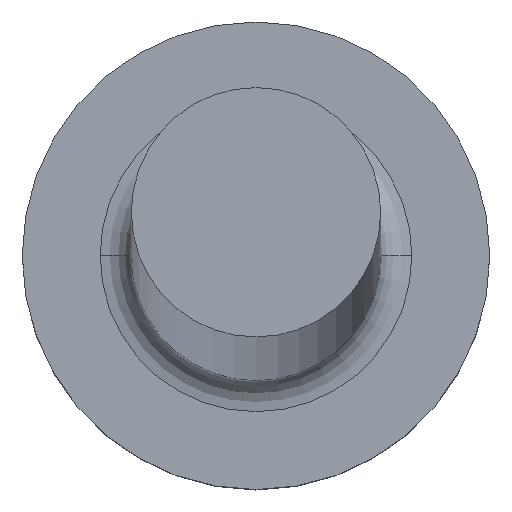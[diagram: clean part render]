
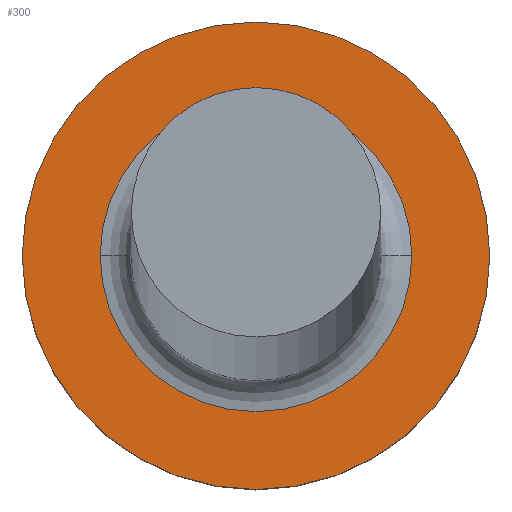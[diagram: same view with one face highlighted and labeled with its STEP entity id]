
A CAD part, top view. The second image highlights one B-rep face of the part: STEP entity #300.
In plain terms, the highlighted planar face has unit normal (0, 0, 1).
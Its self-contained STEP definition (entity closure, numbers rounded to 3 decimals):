
#2 = EDGE_CURVE ( 'NONE', #190, #195, #151, .T. ) ;
#12 = DIRECTION ( 'NONE',  ( 1., 0., 0. ) ) ;
#36 = DIRECTION ( 'NONE',  ( 1., 0., 0. ) ) ;
#72 = DIRECTION ( 'NONE',  ( 1., 0., 0. ) ) ;
#73 = ORIENTED_EDGE ( 'NONE', *, *, #260, .T. ) ;
#76 = EDGE_CURVE ( 'NONE', #78, #266, #99, .T. ) ;
#78 = VERTEX_POINT ( 'NONE', #82 ) ;
#81 = CIRCLE ( 'NONE', #290, 1. ) ;
#82 = CARTESIAN_POINT ( 'NONE',  ( 1., 0., 1.5 ) ) ;
#88 = FACE_BOUND ( 'NONE', #238, .T. ) ;
#99 = CIRCLE ( 'NONE', #256, 1. ) ;
#103 = CARTESIAN_POINT ( 'NONE',  ( 0., 0., 1.5 ) ) ;
#112 = CARTESIAN_POINT ( 'NONE',  ( -1., 0., 1.5 ) ) ;
#113 = DIRECTION ( 'NONE',  ( 0., 0., 1. ) ) ;
#114 = AXIS2_PLACEMENT_3D ( 'NONE', #115, #113, #36 ) ;
#115 = CARTESIAN_POINT ( 'NONE',  ( 0., 0., 1.5 ) ) ;
#128 = AXIS2_PLACEMENT_3D ( 'NONE', #131, #148, #218 ) ;
#131 = CARTESIAN_POINT ( 'NONE',  ( 0., 0., 1.5 ) ) ;
#133 = DIRECTION ( 'NONE',  ( 0., 0., -1. ) ) ;
#144 = DIRECTION ( 'NONE',  ( 0., 0., 1. ) ) ;
#145 = ORIENTED_EDGE ( 'NONE', *, *, #2, .T. ) ;
#148 = DIRECTION ( 'NONE',  ( 0., 0., 1. ) ) ;
#151 = CIRCLE ( 'NONE', #128, 1.5 ) ;
#153 = CARTESIAN_POINT ( 'NONE',  ( 1.5, 0., 1.5 ) ) ;
#181 = ORIENTED_EDGE ( 'NONE', *, *, #76, .T. ) ;
#190 = VERTEX_POINT ( 'NONE', #206 ) ;
#193 = DIRECTION ( 'NONE',  ( 0., 0., -1. ) ) ;
#195 = VERTEX_POINT ( 'NONE', #153 ) ;
#201 = CARTESIAN_POINT ( 'NONE',  ( 0., 0., 1.5 ) ) ;
#206 = CARTESIAN_POINT ( 'NONE',  ( -1.5, 0., 1.5 ) ) ;
#218 = DIRECTION ( 'NONE',  ( 1., 0., 0. ) ) ;
#236 = CARTESIAN_POINT ( 'NONE',  ( 0., 0., 1.5 ) ) ;
#238 = EDGE_LOOP ( 'NONE', ( #181, #268 ) ) ;
#245 = CIRCLE ( 'NONE', #114, 1.5 ) ;
#256 = AXIS2_PLACEMENT_3D ( 'NONE', #103, #193, #295 ) ;
#260 = EDGE_CURVE ( 'NONE', #195, #190, #245, .T. ) ;
#266 = VERTEX_POINT ( 'NONE', #112 ) ;
#268 = ORIENTED_EDGE ( 'NONE', *, *, #282, .T. ) ;
#281 = EDGE_LOOP ( 'NONE', ( #145, #73 ) ) ;
#282 = EDGE_CURVE ( 'NONE', #266, #78, #81, .T. ) ;
#283 = PLANE ( 'NONE',  #284 ) ;
#284 = AXIS2_PLACEMENT_3D ( 'NONE', #236, #144, #72 ) ;
#290 = AXIS2_PLACEMENT_3D ( 'NONE', #201, #133, #12 ) ;
#295 = DIRECTION ( 'NONE',  ( 1., 0., 0. ) ) ;
#300 = ADVANCED_FACE ( 'NONE', ( #88, #305 ), #283, .T. ) ;
#305 = FACE_OUTER_BOUND ( 'NONE', #281, .T. ) ;
